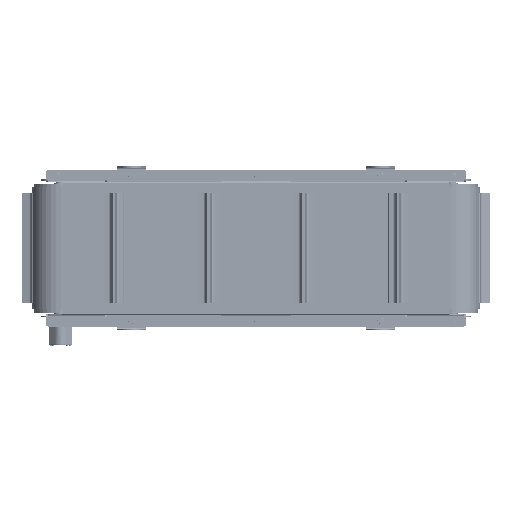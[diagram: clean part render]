
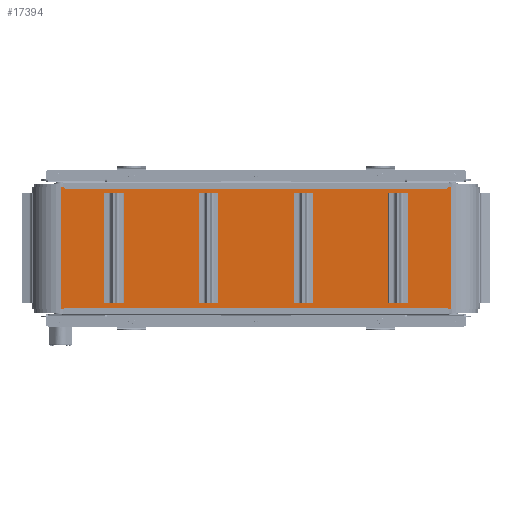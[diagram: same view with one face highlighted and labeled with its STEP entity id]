
A CAD part, top view. The second image highlights one B-rep face of the part: STEP entity #17394.
In plain terms, the highlighted face is planar.
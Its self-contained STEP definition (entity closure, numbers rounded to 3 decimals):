
#2233=FACE_BOUND('',#4532,.T.);
#2234=FACE_BOUND('',#4533,.T.);
#2235=FACE_BOUND('',#4534,.T.);
#2236=FACE_BOUND('',#4535,.T.);
#2640=PLANE('',#19981);
#3474=FACE_OUTER_BOUND('',#4531,.T.);
#4531=EDGE_LOOP('',(#15479,#15480,#15481,#15482));
#4532=EDGE_LOOP('',(#15483,#15484,#15485,#15486));
#4533=EDGE_LOOP('',(#15487,#15488,#15489,#15490));
#4534=EDGE_LOOP('',(#15491,#15492,#15493,#15494));
#4535=EDGE_LOOP('',(#15495,#15496,#15497,#15498));
#5657=LINE('',#30900,#6933);
#5666=LINE('',#30923,#6942);
#5682=LINE('',#30963,#6958);
#5683=LINE('',#30965,#6959);
#5685=LINE('',#30973,#6961);
#5694=LINE('',#30996,#6970);
#5710=LINE('',#31036,#6986);
#5711=LINE('',#31038,#6987);
#5713=LINE('',#31046,#6989);
#5722=LINE('',#31069,#6998);
#5738=LINE('',#31109,#7014);
#5739=LINE('',#31111,#7015);
#5741=LINE('',#31119,#7017);
#5750=LINE('',#31142,#7026);
#5766=LINE('',#31182,#7042);
#5767=LINE('',#31184,#7043);
#5776=LINE('',#31214,#7052);
#5779=LINE('',#31223,#7055);
#5782=LINE('',#31231,#7058);
#5783=LINE('',#31233,#7059);
#6933=VECTOR('',#24496,10.);
#6942=VECTOR('',#24513,10.);
#6958=VECTOR('',#24557,10.);
#6959=VECTOR('',#24560,10.);
#6961=VECTOR('',#24566,10.);
#6970=VECTOR('',#24583,10.);
#6986=VECTOR('',#24627,10.);
#6987=VECTOR('',#24630,10.);
#6989=VECTOR('',#24636,10.);
#6998=VECTOR('',#24653,10.);
#7014=VECTOR('',#24697,10.);
#7015=VECTOR('',#24700,10.);
#7017=VECTOR('',#24706,10.);
#7026=VECTOR('',#24723,10.);
#7042=VECTOR('',#24767,10.);
#7043=VECTOR('',#24770,10.);
#7052=VECTOR('',#24799,10.);
#7055=VECTOR('',#24808,10.);
#7058=VECTOR('',#24817,10.);
#7059=VECTOR('',#24820,10.);
#9149=VERTEX_POINT('',#30897);
#9150=VERTEX_POINT('',#30899);
#9159=VERTEX_POINT('',#30919);
#9170=VERTEX_POINT('',#30961);
#9173=VERTEX_POINT('',#30970);
#9174=VERTEX_POINT('',#30972);
#9183=VERTEX_POINT('',#30992);
#9194=VERTEX_POINT('',#31034);
#9197=VERTEX_POINT('',#31043);
#9198=VERTEX_POINT('',#31045);
#9207=VERTEX_POINT('',#31065);
#9218=VERTEX_POINT('',#31107);
#9221=VERTEX_POINT('',#31116);
#9222=VERTEX_POINT('',#31118);
#9231=VERTEX_POINT('',#31138);
#9242=VERTEX_POINT('',#31180);
#9251=VERTEX_POINT('',#31210);
#9253=VERTEX_POINT('',#31213);
#9255=VERTEX_POINT('',#31219);
#9258=VERTEX_POINT('',#31229);
#11216=EDGE_CURVE('',#9150,#9149,#5657,.T.);
#11228=EDGE_CURVE('',#9159,#9150,#5666,.T.);
#11248=EDGE_CURVE('',#9149,#9170,#5682,.T.);
#11249=EDGE_CURVE('',#9170,#9159,#5683,.T.);
#11252=EDGE_CURVE('',#9174,#9173,#5685,.T.);
#11264=EDGE_CURVE('',#9183,#9174,#5694,.T.);
#11284=EDGE_CURVE('',#9173,#9194,#5710,.T.);
#11285=EDGE_CURVE('',#9194,#9183,#5711,.T.);
#11288=EDGE_CURVE('',#9198,#9197,#5713,.T.);
#11300=EDGE_CURVE('',#9207,#9198,#5722,.T.);
#11320=EDGE_CURVE('',#9197,#9218,#5738,.T.);
#11321=EDGE_CURVE('',#9218,#9207,#5739,.T.);
#11324=EDGE_CURVE('',#9222,#9221,#5741,.T.);
#11336=EDGE_CURVE('',#9231,#9222,#5750,.T.);
#11356=EDGE_CURVE('',#9221,#9242,#5766,.T.);
#11357=EDGE_CURVE('',#9242,#9231,#5767,.T.);
#11371=EDGE_CURVE('',#9253,#9251,#5776,.T.);
#11376=EDGE_CURVE('',#9255,#9253,#5779,.T.);
#11380=EDGE_CURVE('',#9251,#9258,#5782,.T.);
#11381=EDGE_CURVE('',#9258,#9255,#5783,.T.);
#15479=ORIENTED_EDGE('',*,*,#11381,.T.);
#15480=ORIENTED_EDGE('',*,*,#11376,.T.);
#15481=ORIENTED_EDGE('',*,*,#11371,.T.);
#15482=ORIENTED_EDGE('',*,*,#11380,.T.);
#15483=ORIENTED_EDGE('',*,*,#11216,.T.);
#15484=ORIENTED_EDGE('',*,*,#11248,.T.);
#15485=ORIENTED_EDGE('',*,*,#11249,.T.);
#15486=ORIENTED_EDGE('',*,*,#11228,.T.);
#15487=ORIENTED_EDGE('',*,*,#11252,.T.);
#15488=ORIENTED_EDGE('',*,*,#11284,.T.);
#15489=ORIENTED_EDGE('',*,*,#11285,.T.);
#15490=ORIENTED_EDGE('',*,*,#11264,.T.);
#15491=ORIENTED_EDGE('',*,*,#11288,.T.);
#15492=ORIENTED_EDGE('',*,*,#11320,.T.);
#15493=ORIENTED_EDGE('',*,*,#11321,.T.);
#15494=ORIENTED_EDGE('',*,*,#11300,.T.);
#15495=ORIENTED_EDGE('',*,*,#11324,.T.);
#15496=ORIENTED_EDGE('',*,*,#11356,.T.);
#15497=ORIENTED_EDGE('',*,*,#11357,.T.);
#15498=ORIENTED_EDGE('',*,*,#11336,.T.);
#17394=ADVANCED_FACE('',(#3474,#2233,#2234,#2235,#2236),#2640,.T.);
#19981=AXIS2_PLACEMENT_3D('',#31232,#24818,#24819);
#24496=DIRECTION('',(1.,0.,0.));
#24513=DIRECTION('',(0.,0.,-1.));
#24557=DIRECTION('',(0.,0.,1.));
#24560=DIRECTION('',(-1.,0.,0.));
#24566=DIRECTION('',(1.,0.,0.));
#24583=DIRECTION('',(0.,0.,-1.));
#24627=DIRECTION('',(0.,0.,1.));
#24630=DIRECTION('',(-1.,0.,0.));
#24636=DIRECTION('',(1.,0.,0.));
#24653=DIRECTION('',(0.,0.,-1.));
#24697=DIRECTION('',(0.,0.,1.));
#24700=DIRECTION('',(-1.,0.,0.));
#24706=DIRECTION('',(1.,0.,0.));
#24723=DIRECTION('',(0.,0.,-1.));
#24767=DIRECTION('',(0.,0.,1.));
#24770=DIRECTION('',(-1.,0.,0.));
#24799=DIRECTION('',(-1.,0.,0.));
#24808=DIRECTION('',(0.,0.,-1.));
#24817=DIRECTION('',(0.,0.,1.));
#24818=DIRECTION('center_axis',(0.,1.,0.));
#24819=DIRECTION('ref_axis',(0.,0.,1.));
#24820=DIRECTION('',(1.,0.,0.));
#30897=CARTESIAN_POINT('',(622.,117.75,-225.));
#30899=CARTESIAN_POINT('',(542.,117.75,-225.));
#30900=CARTESIAN_POINT('',(-109.,117.75,-225.));
#30919=CARTESIAN_POINT('',(542.,117.75,225.));
#30923=CARTESIAN_POINT('',(542.,117.75,0.));
#30961=CARTESIAN_POINT('',(622.,117.75,225.));
#30963=CARTESIAN_POINT('',(622.,117.75,0.));
#30965=CARTESIAN_POINT('',(-109.,117.75,225.));
#30970=CARTESIAN_POINT('',(234.,117.75,-225.));
#30972=CARTESIAN_POINT('',(154.,117.75,-225.));
#30973=CARTESIAN_POINT('',(-303.,117.75,-225.));
#30992=CARTESIAN_POINT('',(154.,117.75,225.));
#30996=CARTESIAN_POINT('',(154.,117.75,0.));
#31034=CARTESIAN_POINT('',(234.,117.75,225.));
#31036=CARTESIAN_POINT('',(234.,117.75,0.));
#31038=CARTESIAN_POINT('',(-303.,117.75,225.));
#31043=CARTESIAN_POINT('',(-542.,117.75,-225.));
#31045=CARTESIAN_POINT('',(-622.,117.75,-225.));
#31046=CARTESIAN_POINT('',(-691.,117.75,-225.));
#31065=CARTESIAN_POINT('',(-622.,117.75,225.));
#31069=CARTESIAN_POINT('',(-622.,117.75,0.));
#31107=CARTESIAN_POINT('',(-542.,117.75,225.));
#31109=CARTESIAN_POINT('',(-542.,117.75,0.));
#31111=CARTESIAN_POINT('',(-691.,117.75,225.));
#31116=CARTESIAN_POINT('',(-154.,117.75,-225.));
#31118=CARTESIAN_POINT('',(-234.,117.75,-225.));
#31119=CARTESIAN_POINT('',(-497.,117.75,-225.));
#31138=CARTESIAN_POINT('',(-234.,117.75,225.));
#31142=CARTESIAN_POINT('',(-234.,117.75,0.));
#31180=CARTESIAN_POINT('',(-154.,117.75,225.));
#31182=CARTESIAN_POINT('',(-154.,117.75,0.));
#31184=CARTESIAN_POINT('',(-497.,117.75,225.));
#31210=CARTESIAN_POINT('',(-800.,117.75,-250.));
#31213=CARTESIAN_POINT('',(800.,117.75,-250.));
#31214=CARTESIAN_POINT('',(800.,117.75,-250.));
#31219=CARTESIAN_POINT('',(800.,117.75,250.));
#31223=CARTESIAN_POINT('',(800.,117.75,0.));
#31229=CARTESIAN_POINT('',(-800.,117.75,250.));
#31231=CARTESIAN_POINT('',(-800.,117.75,0.));
#31232=CARTESIAN_POINT('Origin',(-800.,117.75,0.));
#31233=CARTESIAN_POINT('',(800.,117.75,250.));
